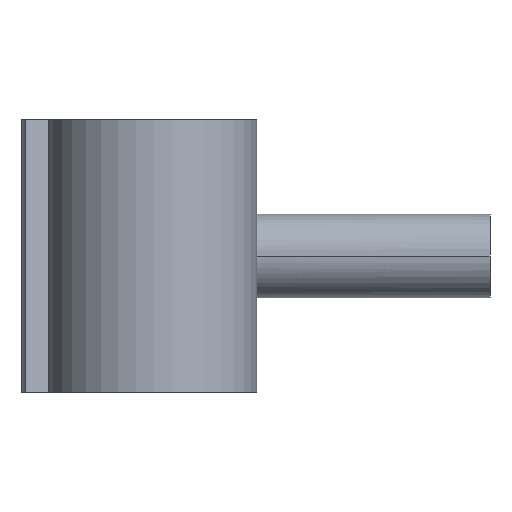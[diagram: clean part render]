
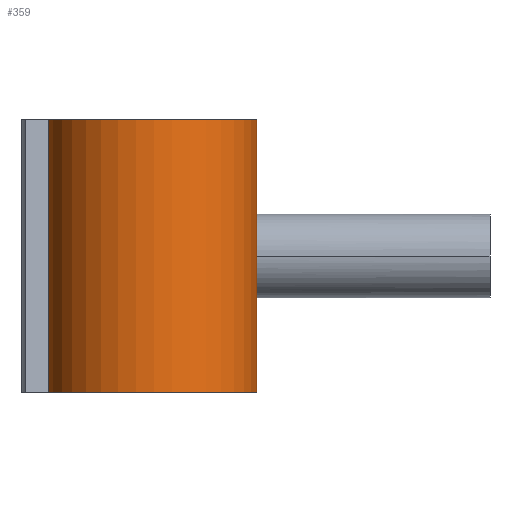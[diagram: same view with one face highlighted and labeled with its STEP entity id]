
A CAD part, front view. The second image highlights one B-rep face of the part: STEP entity #359.
In plain terms, the highlighted cylindrical face has radius 40.167 mm (diameter 80.333 mm), a partial arc.
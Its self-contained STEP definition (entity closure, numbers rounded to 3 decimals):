
#209 = VERTEX_POINT( '', #579 );
#223 = EDGE_CURVE( '', #311, #209, #595, .T. );
#265 = VERTEX_POINT( '', #639 );
#311 = VERTEX_POINT( '', #690 );
#359 = ADVANCED_FACE( '', ( #742 ), #743, .T. );
#393 = EDGE_CURVE( '', #265, #311, #779, .T. );
#469 = EDGE_CURVE( '', #209, #509, #868, .T. );
#509 = VERTEX_POINT( '', #912 );
#517 = EDGE_CURVE( '', #265, #509, #920, .T. );
#579 = CARTESIAN_POINT( '', ( 39.402, 7.8, -52. ) );
#595 = CIRCLE( '', #998, 40.167 );
#639 = CARTESIAN_POINT( '', ( -39.402, -7.8, 52. ) );
#690 = CARTESIAN_POINT( '', ( -39.402, -7.8, -52. ) );
#742 = FACE_OUTER_BOUND( '', #1265, .T. );
#743 = CYLINDRICAL_SURFACE( '', #1266, 40.167 );
#779 = LINE( '', #1351, #1352 );
#868 = LINE( '', #1520, #1521 );
#912 = CARTESIAN_POINT( '', ( 39.402, 7.8, 52. ) );
#920 = CIRCLE( '', #1652, 40.167 );
#998 = AXIS2_PLACEMENT_3D( '', #1769, #1770, #1771 );
#1265 = EDGE_LOOP( '', ( #1940, #1941, #1942, #1943 ) );
#1266 = AXIS2_PLACEMENT_3D( '', #1944, #1945, #1946 );
#1351 = CARTESIAN_POINT( '', ( -39.402, -7.8, 52. ) );
#1352 = VECTOR( '', #1979, 1. );
#1520 = CARTESIAN_POINT( '', ( 39.402, 7.8, 52. ) );
#1521 = VECTOR( '', #2107, 1. );
#1652 = AXIS2_PLACEMENT_3D( '', #2157, #2158, #2159 );
#1769 = CARTESIAN_POINT( '', ( 0., 0., -52. ) );
#1770 = DIRECTION( '', ( 0., 0., 1. ) );
#1771 = DIRECTION( '', ( -0.981, -0.194, 0. ) );
#1940 = ORIENTED_EDGE( '', *, *, #469, .T. );
#1941 = ORIENTED_EDGE( '', *, *, #517, .F. );
#1942 = ORIENTED_EDGE( '', *, *, #393, .T. );
#1943 = ORIENTED_EDGE( '', *, *, #223, .T. );
#1944 = CARTESIAN_POINT( '', ( 0., 0., 52. ) );
#1945 = DIRECTION( '', ( 0., 0., 1. ) );
#1946 = DIRECTION( '', ( -0.981, -0.194, 0. ) );
#1979 = DIRECTION( '', ( 0., 0., -1. ) );
#2107 = DIRECTION( '', ( 0., 0., 1. ) );
#2157 = CARTESIAN_POINT( '', ( 0., 0., 52. ) );
#2158 = DIRECTION( '', ( 0., 0., 1. ) );
#2159 = DIRECTION( '', ( -0.981, -0.194, 0. ) );
